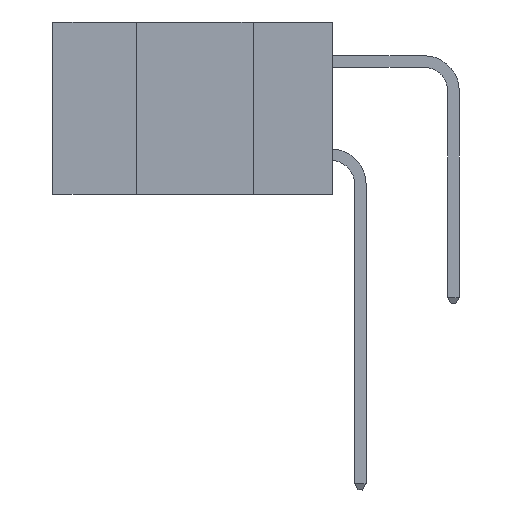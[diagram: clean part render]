
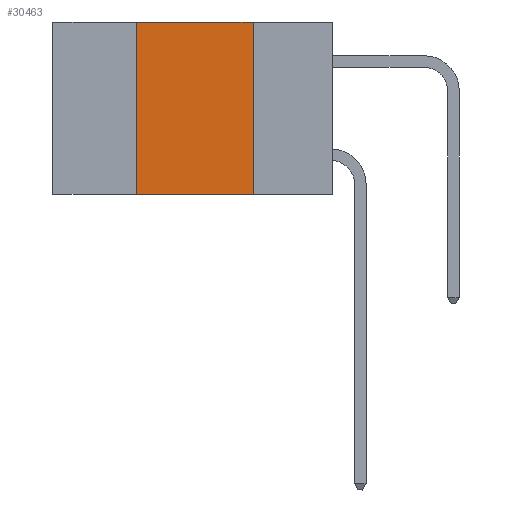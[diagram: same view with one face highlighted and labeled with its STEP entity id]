
A CAD part, left-side view. The second image highlights one B-rep face of the part: STEP entity #30463.
In plain terms, the highlighted planar face has unit normal (-1, 0, 0).
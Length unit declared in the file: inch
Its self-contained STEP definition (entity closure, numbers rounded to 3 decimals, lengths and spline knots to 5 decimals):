
#185 = LINE ( 'NONE', #2762, #948 ) ;
#346 = VECTOR ( 'NONE', #5883, 39.37008 ) ;
#349 = ORIENTED_EDGE ( 'NONE', *, *, #14590, .F. ) ;
#948 = VECTOR ( 'NONE', #2552, 39.37008 ) ;
#1334 = ORIENTED_EDGE ( 'NONE', *, *, #1999, .F. ) ;
#1999 = EDGE_CURVE ( 'NONE', #3911, #5086, #8798, .T. ) ;
#2552 = DIRECTION ( 'NONE',  ( 0., 0., 1. ) ) ;
#2762 = CARTESIAN_POINT ( 'NONE',  ( 0., 0.42, 0. ) ) ;
#3117 = CARTESIAN_POINT ( 'NONE',  ( 0., 0.17, 0. ) ) ;
#3669 = CARTESIAN_POINT ( 'NONE',  ( 0., 0.6, 0. ) ) ;
#3911 = VERTEX_POINT ( 'NONE', #3117 ) ;
#5086 = VERTEX_POINT ( 'NONE', #22154 ) ;
#5158 = LINE ( 'NONE', #17750, #346 ) ;
#5883 = DIRECTION ( 'NONE',  ( 0., -1., 0. ) ) ;
#6409 = CARTESIAN_POINT ( 'NONE',  ( 0., 0.42, 0. ) ) ;
#7359 = ORIENTED_EDGE ( 'NONE', *, *, #20448, .T. ) ;
#7429 = CARTESIAN_POINT ( 'NONE',  ( 0., 0.6, 0. ) ) ;
#8403 = DIRECTION ( 'NONE',  ( 0., 0., -1. ) ) ;
#8798 = LINE ( 'NONE', #12451, #23238 ) ;
#12451 = CARTESIAN_POINT ( 'NONE',  ( 0., 0.17, 0. ) ) ;
#12564 = LINE ( 'NONE', #7429, #27349 ) ;
#12658 = DIRECTION ( 'NONE',  ( 0., 0., -1. ) ) ;
#13031 = CARTESIAN_POINT ( 'NONE',  ( 0., 0.42, -0.37 ) ) ;
#13652 = VERTEX_POINT ( 'NONE', #13031 ) ;
#13682 = FACE_OUTER_BOUND ( 'NONE', #29482, .T. ) ;
#14590 = EDGE_CURVE ( 'NONE', #24036, #3911, #12564, .T. ) ;
#17234 = EDGE_CURVE ( 'NONE', #13652, #24036, #185, .T. ) ;
#17750 = CARTESIAN_POINT ( 'NONE',  ( 0., 0.6, -0.37 ) ) ;
#20448 = EDGE_CURVE ( 'NONE', #13652, #5086, #5158, .T. ) ;
#20917 = DIRECTION ( 'NONE',  ( 1., 0., 0. ) ) ;
#21375 = DIRECTION ( 'NONE',  ( 0., -1., 0. ) ) ;
#22154 = CARTESIAN_POINT ( 'NONE',  ( 0., 0.17, -0.37 ) ) ;
#23238 = VECTOR ( 'NONE', #12658, 39.37008 ) ;
#24036 = VERTEX_POINT ( 'NONE', #6409 ) ;
#24753 = ORIENTED_EDGE ( 'NONE', *, *, #17234, .F. ) ;
#25567 = PLANE ( 'NONE',  #28862 ) ;
#27349 = VECTOR ( 'NONE', #21375, 39.37008 ) ;
#28862 = AXIS2_PLACEMENT_3D ( 'NONE', #3669, #20917, #8403 ) ;
#29482 = EDGE_LOOP ( 'NONE', ( #1334, #349, #24753, #7359 ) ) ;
#30463 = ADVANCED_FACE ( 'NONE', ( #13682 ), #25567, .F. ) ;
